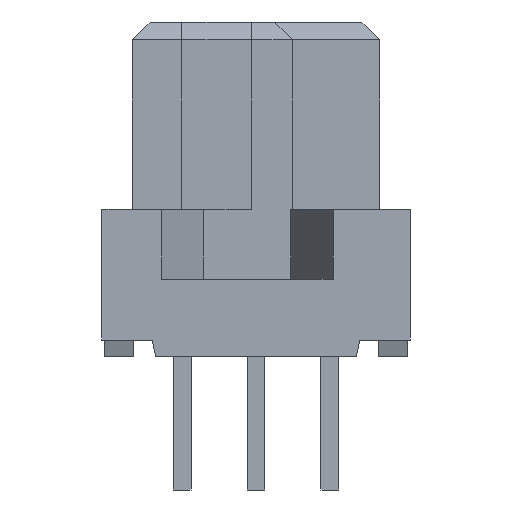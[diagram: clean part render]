
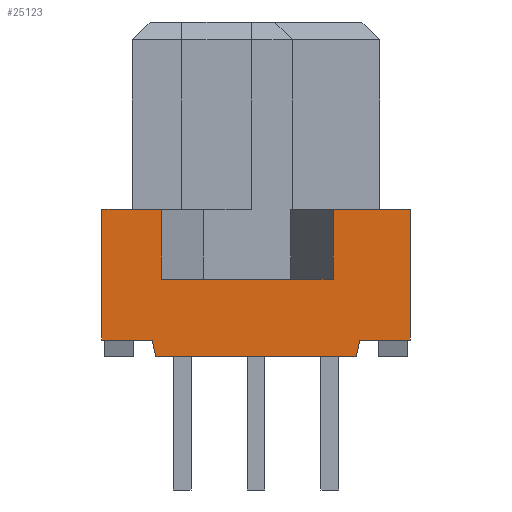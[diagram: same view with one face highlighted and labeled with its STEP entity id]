
A CAD part, left-side view. The second image highlights one B-rep face of the part: STEP entity #25123.
In plain terms, the highlighted planar face has unit normal (-1, 0, 0).
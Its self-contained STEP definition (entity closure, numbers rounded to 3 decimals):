
#1788=DIRECTION('',(0.,1.,0.));
#1789=VECTOR('',#1788,2.65);
#1790=CARTESIAN_POINT('',(-46.928,-5.3,-6.45));
#1791=LINE('',#1790,#1789);
#1832=DIRECTION('',(0.,1.,0.));
#1833=VECTOR('',#1832,2.05);
#1834=CARTESIAN_POINT('',(-46.928,3.25,-6.45));
#1835=LINE('',#1834,#1833);
#1844=DIRECTION('',(0.,-0.208,0.978));
#1845=VECTOR('',#1844,0.573);
#1846=CARTESIAN_POINT('',(-46.928,-3.45,-11.5));
#1847=LINE('',#1846,#1845);
#1848=DIRECTION('',(0.,-1.,0.));
#1849=VECTOR('',#1848,6.9);
#1850=CARTESIAN_POINT('',(-46.928,3.45,-11.5));
#1851=LINE('',#1850,#1849);
#1852=DIRECTION('',(0.,-0.208,-0.978));
#1853=VECTOR('',#1852,0.573);
#1854=CARTESIAN_POINT('',(-46.928,3.569,-10.94));
#1855=LINE('',#1854,#1853);
#1856=DIRECTION('',(0.,0.,-1.));
#1857=VECTOR('',#1856,2.4);
#1858=CARTESIAN_POINT('',(-46.928,3.25,-6.45));
#1859=LINE('',#1858,#1857);
#1860=DIRECTION('',(0.,1.,0.));
#1861=VECTOR('',#1860,5.9);
#1862=CARTESIAN_POINT('',(-46.928,-2.65,-8.85));
#1863=LINE('',#1862,#1861);
#1864=DIRECTION('',(0.,0.,-1.));
#1865=VECTOR('',#1864,2.4);
#1866=CARTESIAN_POINT('',(-46.928,-2.65,-6.45));
#1867=LINE('',#1866,#1865);
#1868=DIRECTION('',(0.,0.,-1.));
#1869=VECTOR('',#1868,4.49);
#1870=CARTESIAN_POINT('',(-46.928,-5.3,-6.45));
#1871=LINE('',#1870,#1869);
#1912=DIRECTION('',(0.,1.,0.));
#1913=VECTOR('',#1912,1.731);
#1914=CARTESIAN_POINT('',(-46.928,-5.3,-10.94));
#1915=LINE('',#1914,#1913);
#1948=DIRECTION('',(0.,1.,0.));
#1949=VECTOR('',#1948,1.731);
#1950=CARTESIAN_POINT('',(-46.928,3.569,-10.94));
#1951=LINE('',#1950,#1949);
#8517=DIRECTION('',(0.,0.,-1.));
#8518=VECTOR('',#8517,4.49);
#8519=CARTESIAN_POINT('',(-46.928,5.3,-6.45));
#8520=LINE('',#8519,#8518);
#18104=CARTESIAN_POINT('',(-46.928,5.3,-6.45));
#18106=VERTEX_POINT('',#18104);
#18109=CARTESIAN_POINT('',(-46.928,-5.3,-6.45));
#18111=VERTEX_POINT('',#18109);
#18112=CARTESIAN_POINT('',(-46.928,5.3,-10.94));
#18114=VERTEX_POINT('',#18112);
#18119=CARTESIAN_POINT('',(-46.928,-5.3,-10.94));
#18121=VERTEX_POINT('',#18119);
#18224=CARTESIAN_POINT('',(-46.928,-2.65,-6.45));
#18226=VERTEX_POINT('',#18224);
#18236=CARTESIAN_POINT('',(-46.928,3.25,-6.45));
#18237=VERTEX_POINT('',#18236);
#18238=CARTESIAN_POINT('',(-46.928,-2.65,-8.85));
#18239=VERTEX_POINT('',#18238);
#18240=CARTESIAN_POINT('',(-46.928,3.25,-8.85));
#18241=VERTEX_POINT('',#18240);
#23278=CARTESIAN_POINT('',(-46.928,3.45,-11.5));
#23279=CARTESIAN_POINT('',(-46.928,-3.45,-11.5));
#23280=VERTEX_POINT('',#23278);
#23281=VERTEX_POINT('',#23279);
#23286=CARTESIAN_POINT('',(-46.928,3.569,-10.94));
#23287=VERTEX_POINT('',#23286);
#23288=CARTESIAN_POINT('',(-46.928,-3.569,-10.94));
#23289=VERTEX_POINT('',#23288);
#25095=CARTESIAN_POINT('',(-46.928,-5.3,-6.45));
#25096=DIRECTION('',(-1.,0.,0.));
#25097=DIRECTION('',(0.,1.,0.));
#25098=AXIS2_PLACEMENT_3D('',#25095,#25096,#25097);
#25099=PLANE('',#25098);
#25101=ORIENTED_EDGE('',*,*,#25100,.T.);
#25103=ORIENTED_EDGE('',*,*,#25102,.F.);
#25105=ORIENTED_EDGE('',*,*,#25104,.F.);
#25107=ORIENTED_EDGE('',*,*,#25106,.F.);
#25109=ORIENTED_EDGE('',*,*,#25108,.T.);
#25111=ORIENTED_EDGE('',*,*,#25110,.F.);
#25112=ORIENTED_EDGE('',*,*,#25071,.F.);
#25114=ORIENTED_EDGE('',*,*,#25113,.T.);
#25116=ORIENTED_EDGE('',*,*,#25115,.F.);
#25117=ORIENTED_EDGE('',*,*,#25086,.F.);
#25118=ORIENTED_EDGE('',*,*,#25029,.F.);
#25120=ORIENTED_EDGE('',*,*,#25119,.T.);
#25121=EDGE_LOOP('',(#25101,#25103,#25105,#25107,#25109,#25111,#25112,#25114,
#25116,#25117,#25118,#25120));
#25122=FACE_OUTER_BOUND('',#25121,.F.);
#25123=ADVANCED_FACE('',(#25122),#25099,.T.);
#25029=EDGE_CURVE('',#18111,#18226,#1791,.T.);
#25071=EDGE_CURVE('',#18237,#18106,#1835,.T.);
#25086=EDGE_CURVE('',#18226,#18239,#1867,.T.);
#25100=EDGE_CURVE('',#18121,#23289,#1915,.T.);
#25102=EDGE_CURVE('',#23281,#23289,#1847,.T.);
#25104=EDGE_CURVE('',#23280,#23281,#1851,.T.);
#25106=EDGE_CURVE('',#23287,#23280,#1855,.T.);
#25108=EDGE_CURVE('',#23287,#18114,#1951,.T.);
#25110=EDGE_CURVE('',#18106,#18114,#8520,.T.);
#25113=EDGE_CURVE('',#18237,#18241,#1859,.T.);
#25115=EDGE_CURVE('',#18239,#18241,#1863,.T.);
#25119=EDGE_CURVE('',#18111,#18121,#1871,.T.);
